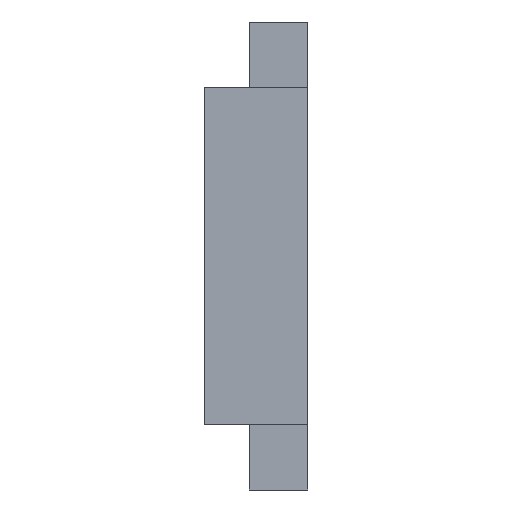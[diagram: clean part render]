
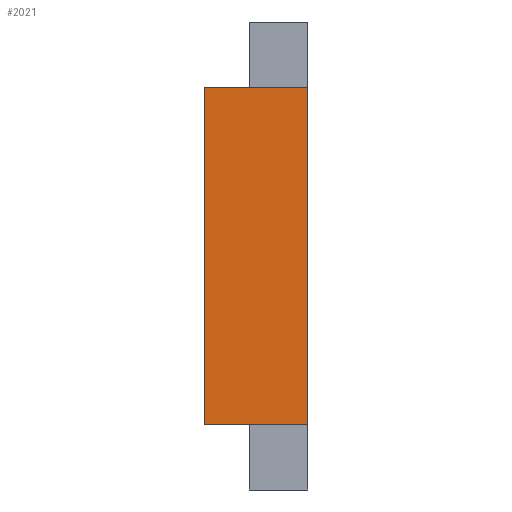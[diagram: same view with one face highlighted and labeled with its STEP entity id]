
A CAD part, left-side view. The second image highlights one B-rep face of the part: STEP entity #2021.
In plain terms, the highlighted planar face has unit normal (-1, 0, 0).
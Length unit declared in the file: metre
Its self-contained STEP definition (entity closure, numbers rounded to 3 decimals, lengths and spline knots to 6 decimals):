
#120=ORIENTED_EDGE('',*,*,#716,.T.);
#121=ORIENTED_EDGE('',*,*,#718,.F.);
#122=ORIENTED_EDGE('',*,*,#617,.F.);
#123=ORIENTED_EDGE('',*,*,#719,.T.);
#617=EDGE_CURVE('',#917,#918,#1117,.T.);
#716=EDGE_CURVE('',#1015,#1014,#1216,.T.);
#718=EDGE_CURVE('',#918,#1014,#1218,.T.);
#719=EDGE_CURVE('',#917,#1015,#1219,.T.);
#917=VERTEX_POINT('',#2753);
#918=VERTEX_POINT('',#2755);
#1014=VERTEX_POINT('',#2951);
#1015=VERTEX_POINT('',#2953);
#1117=LINE('',#2754,#1417);
#1216=LINE('',#2952,#1516);
#1218=LINE('',#2956,#1518);
#1219=LINE('',#2957,#1519);
#1417=VECTOR('',#2244,1.);
#1516=VECTOR('',#2347,1.);
#1518=VECTOR('',#2351,1.);
#1519=VECTOR('',#2352,1.);
#1715=EDGE_LOOP('',(#120,#121,#122,#123));
#1817=FACE_BOUND('',#1715,.T.);
#1919=PLANE('',#2136);
#2021=ADVANCED_FACE('',(#1817),#1919,.T.);
#2136=AXIS2_PLACEMENT_3D('',#2955,#2349,#2350);
#2244=DIRECTION('',(0.,-1.,0.));
#2347=DIRECTION('',(0.,-1.,0.));
#2349=DIRECTION('',(-1.,0.,0.));
#2350=DIRECTION('',(0.,0.,1.));
#2351=DIRECTION('',(0.,0.,-1.));
#2352=DIRECTION('',(0.,0.,-1.));
#2753=CARTESIAN_POINT('',(-0.0061,0.003,0.0049));
#2754=CARTESIAN_POINT('',(-0.0061,0.003,0.0049));
#2755=CARTESIAN_POINT('',(-0.0061,0.,0.0049));
#2951=CARTESIAN_POINT('',(-0.0061,0.,-0.0049));
#2952=CARTESIAN_POINT('',(-0.0061,0.003,-0.0049));
#2953=CARTESIAN_POINT('',(-0.0061,0.003,-0.0049));
#2955=CARTESIAN_POINT('',(-0.0061,0.003,0.));
#2956=CARTESIAN_POINT('',(-0.0061,0.,0.));
#2957=CARTESIAN_POINT('',(-0.0061,0.003,0.));
